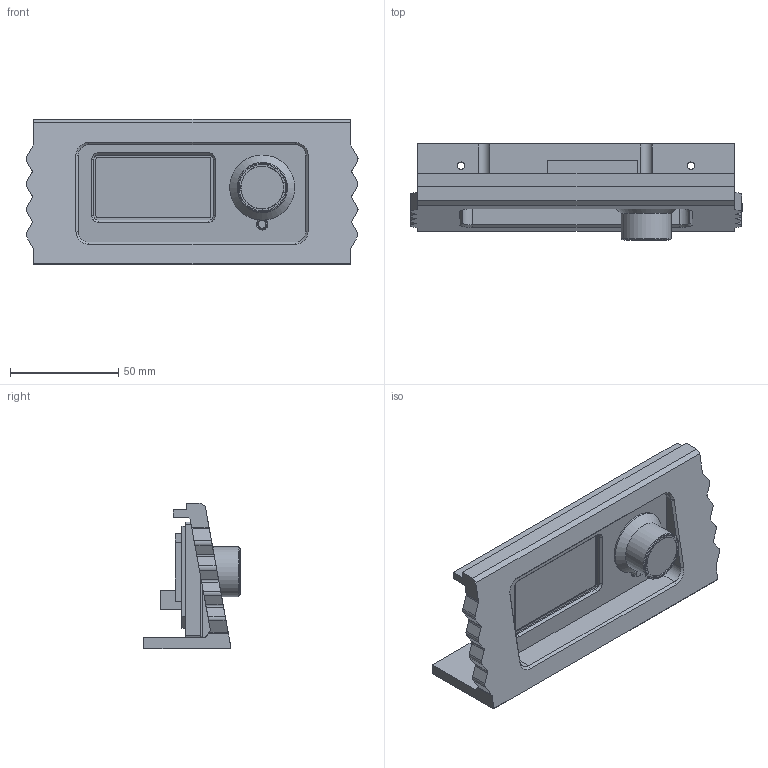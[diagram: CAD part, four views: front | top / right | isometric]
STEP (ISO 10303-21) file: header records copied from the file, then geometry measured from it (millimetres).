
FILE_DESCRIPTION(/* description */ (''),/* implementation_level */ '2;1');
FILE_NAME(/* name */ 'mini12864 display flat v8.step',/* time_stamp */ '2021-01-23T15:48:14-05:00',/* author */ (''),/* organization */ (''),/* preprocessor_version */ 'ST-DEVELOPER v18.1',/* originating_system */ 'Autodesk Translation Framework v9.7.1.1290',/* authorisation */ '');
FILE_SCHEMA (('AUTOMOTIVE_DESIGN { 1 0 10303 214 3 1 1 }'));
Length unit declared in the file: millimetre
Products named in the file (4): mini12864 display flat; VORON2 v2.4 Assembly - Final_Mini12864 Screen v1 v9; Kill Button; Jog
Assembly tree (3 placements, depth 3):
  mini12864 display flat
    VORON2 v2.4 Assembly - Final_Mini12864 Screen v1 v9
      Kill Button
      Jog
Bounding box: 153.03 x 44.31 x 67 mm (x, y, z)
Volume: 130646.5 mm3; surface area: 70659.7 mm2
Topology: 12 solids, 12 shells, 269 faces, 660 edges, 426 vertices
Faces by surface type: plane 175, cylinder 68, bspline 12, cone 10, torus 4
Full cylindrical faces by diameter (mm): 3.25 x4, 3.4 x2, 3.5 x1, 4.5 x1, 4.7 x6, 7 x2, 9 x1, 11 x1, 19.6 x1, 21.2 x1, 21.6 x1, 23.2 x1, 30 x1
Entity records: 8283 total; most frequent: CARTESIAN_POINT 1674, ORIENTED_EDGE 1320, DIRECTION 1319, EDGE_CURVE 660, LINE 481, VECTOR 481, VERTEX_POINT 426, AXIS2_PLACEMENT_3D 419
